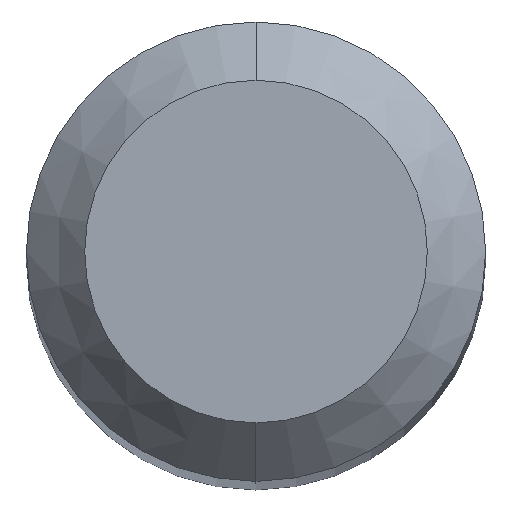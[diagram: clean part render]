
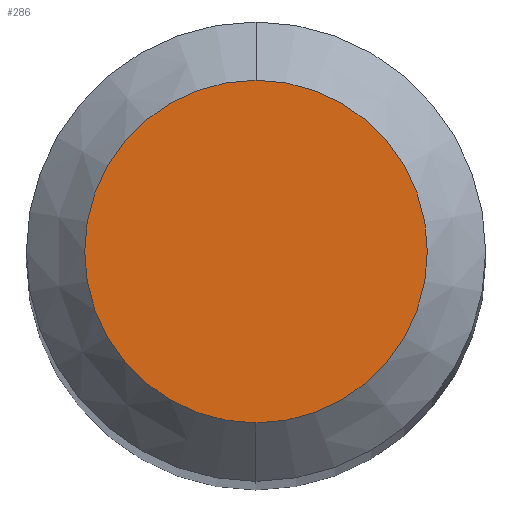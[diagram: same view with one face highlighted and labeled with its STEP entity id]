
A CAD part, top view. The second image highlights one B-rep face of the part: STEP entity #286.
In plain terms, the highlighted planar face has unit normal (0, 0, 1).
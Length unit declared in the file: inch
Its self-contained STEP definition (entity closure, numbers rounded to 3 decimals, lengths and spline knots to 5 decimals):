
#29 = VERTEX_POINT ( 'NONE', #451 ) ;
#48 = CARTESIAN_POINT ( 'NONE',  ( 0., 0., 0. ) ) ;
#75 = FACE_OUTER_BOUND ( 'NONE', #391, .T. ) ;
#80 = DIRECTION ( 'NONE',  ( 0., 1., 0. ) ) ;
#84 = DIRECTION ( 'NONE',  ( 0., 0., 1. ) ) ;
#85 = DIRECTION ( 'NONE',  ( 0., 0., 1. ) ) ;
#86 = ORIENTED_EDGE ( 'NONE', *, *, #253, .T. ) ;
#96 = CARTESIAN_POINT ( 'NONE',  ( 0., -0.04405, 0. ) ) ;
#103 = CIRCLE ( 'NONE', #260, 0.04405 ) ;
#133 = CIRCLE ( 'NONE', #251, 0.04405 ) ;
#153 = AXIS2_PLACEMENT_3D ( 'NONE', #363, #322, #80 ) ;
#163 = PLANE ( 'NONE',  #153 ) ;
#180 = ORIENTED_EDGE ( 'NONE', *, *, #428, .T. ) ;
#248 = DIRECTION ( 'NONE',  ( 0., -1., 0. ) ) ;
#251 = AXIS2_PLACEMENT_3D ( 'NONE', #48, #84, #248 ) ;
#253 = EDGE_CURVE ( 'NONE', #355, #29, #103, .T. ) ;
#257 = DIRECTION ( 'NONE',  ( 0., -1., 0. ) ) ;
#260 = AXIS2_PLACEMENT_3D ( 'NONE', #414, #85, #257 ) ;
#286 = ADVANCED_FACE ( 'NONE', ( #75 ), #163, .F. ) ;
#322 = DIRECTION ( 'NONE',  ( 0., 0., -1. ) ) ;
#355 = VERTEX_POINT ( 'NONE', #96 ) ;
#363 = CARTESIAN_POINT ( 'NONE',  ( 0., 0.04405, 0. ) ) ;
#391 = EDGE_LOOP ( 'NONE', ( #180, #86 ) ) ;
#414 = CARTESIAN_POINT ( 'NONE',  ( 0., 0., 0. ) ) ;
#428 = EDGE_CURVE ( 'NONE', #29, #355, #133, .T. ) ;
#451 = CARTESIAN_POINT ( 'NONE',  ( 0., 0.04405, 0. ) ) ;
